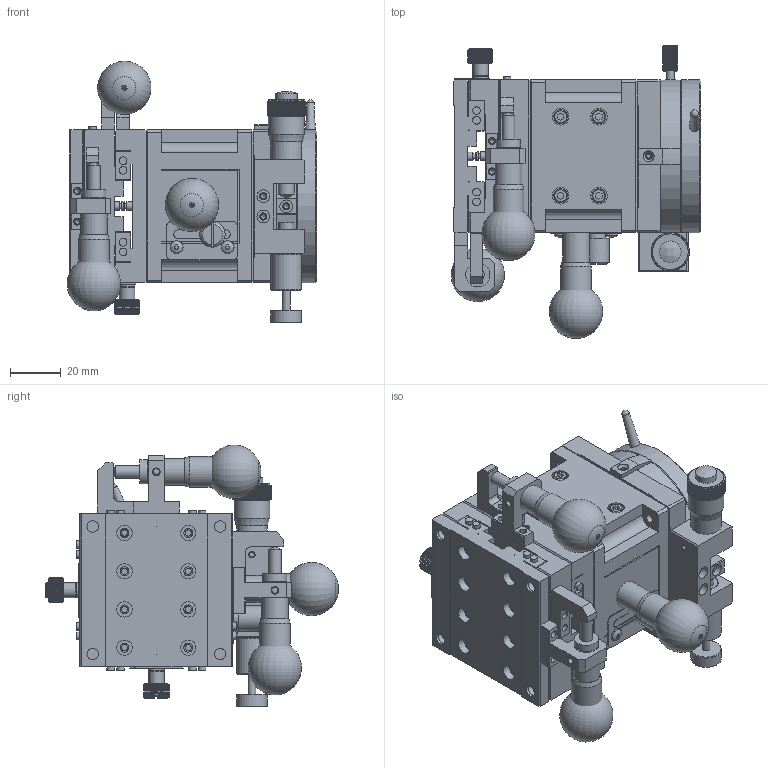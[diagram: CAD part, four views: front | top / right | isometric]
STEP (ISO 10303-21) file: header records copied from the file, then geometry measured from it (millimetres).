
FILE_DESCRIPTION (( 'STEP AP203' ), '1' );
FILE_NAME ('528901.STEP', '2024-11-13T01:20:12', ( 'Windows User' ), ( 'P R C' ), 'SwSTEP 2.0', 'SolidWorks 2020', '' );
FILE_SCHEMA (( 'CONFIG_CONTROL_DESIGN' ));
Products named in the file (1): 528901
Bounding box: 97.98 x 114.97 x 102.73 mm (x, y, z)
Surface area: 119720.5 mm2 (no closed solid volume)
Topology: 0 solids, 21 shells, 8206 faces, 17337 edges, 9333 vertices
Faces by surface type: bspline 4333, cylinder 1721, plane 1213, cone 934, torus 5
Full cylindrical faces by diameter (mm): 1.567 x13, 2 x4, 2.013 x27, 2.459 x39, 2.5 x5, 2.8 x17, 2.96 x2, 3 x22, 3.2 x2, 3.242 x12, 3.3 x4, 3.4 x8, 3.5 x16, 4.2 x4, 4.4 x16, 4.5 x12, 5 x5, 5.5 x8, 6 x21, 6.35 x1, 6.5 x8, 7 x1, 7.5 x4, 8 x8, 8.5 x1, 9 x3, 9.5 x10, 10 x1, 10.5 x3, 12 x3
Entity records: 290531 total; most frequent: CARTESIAN_POINT 169527, ORIENTED_EDGE 33401, EDGE_CURVE 16701, DIRECTION 14307, VERTEX_POINT 9165, EDGE_LOOP 8975, FACE_OUTER_BOUND 8511, ADVANCED_FACE 8205
